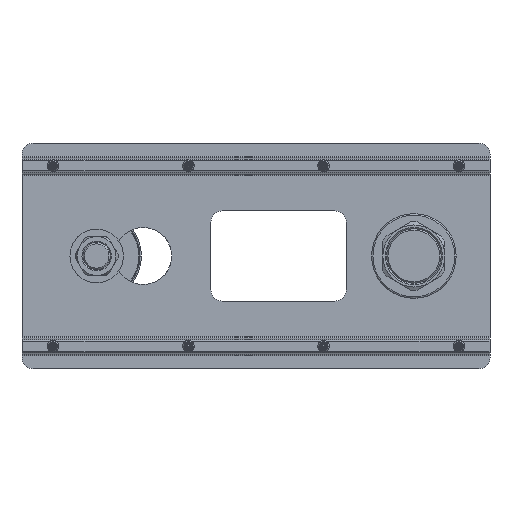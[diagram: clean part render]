
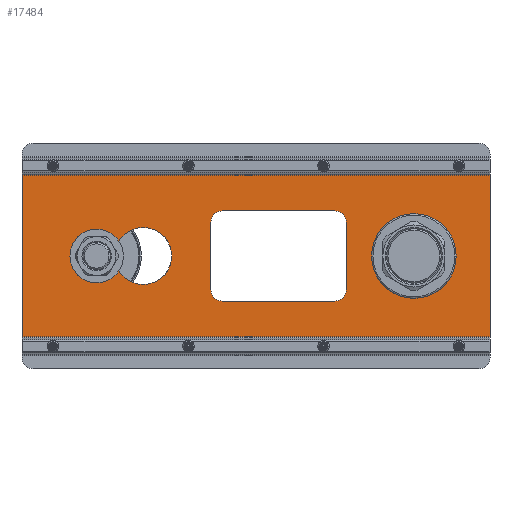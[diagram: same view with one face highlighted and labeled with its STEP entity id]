
A CAD part, front view. The second image highlights one B-rep face of the part: STEP entity #17484.
In plain terms, the highlighted planar face has unit normal (0, -1, 0).
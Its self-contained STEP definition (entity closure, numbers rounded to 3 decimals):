
#3509=DIRECTION('',(-1.,0.,0.));
#3510=VECTOR('',#3509,10.375);
#3511=CARTESIAN_POINT('',(10.188,0.,-4.287));
#3512=LINE('',#3511,#3510);
#3513=DIRECTION('',(0.,0.,1.));
#3514=VECTOR('',#3513,3.573);
#3515=CARTESIAN_POINT('',(-0.188,0.,-4.287));
#3516=LINE('',#3515,#3514);
#3517=DIRECTION('',(1.,0.,0.));
#3518=VECTOR('',#3517,10.375);
#3519=CARTESIAN_POINT('',(-0.188,0.,-0.713));
#3520=LINE('',#3519,#3518);
#3521=DIRECTION('',(0.,0.,-1.));
#3522=VECTOR('',#3521,3.573);
#3523=CARTESIAN_POINT('',(10.188,0.,-0.713));
#3524=LINE('',#3523,#3522);
#3525=DIRECTION('',(1.,0.,0.));
#3526=VECTOR('',#3525,2.5);
#3527=CARTESIAN_POINT('',(4.25,0.,-1.5));
#3528=LINE('',#3527,#3526);
#3529=DIRECTION('',(0.,0.,1.));
#3530=VECTOR('',#3529,1.5);
#3531=CARTESIAN_POINT('',(4.,0.,-3.25));
#3532=LINE('',#3531,#3530);
#3533=DIRECTION('',(-1.,0.,0.));
#3534=VECTOR('',#3533,2.5);
#3535=CARTESIAN_POINT('',(6.75,0.,-3.5));
#3536=LINE('',#3535,#3534);
#3537=DIRECTION('',(0.,0.,-1.));
#3538=VECTOR('',#3537,1.5);
#3539=CARTESIAN_POINT('',(7.,0.,-1.75));
#3540=LINE('',#3539,#3538);
#3541=CARTESIAN_POINT('',(8.5,0.,-2.5));
#3542=DIRECTION('',(0.,-1.,0.));
#3543=DIRECTION('',(1.,0.,0.));
#3544=AXIS2_PLACEMENT_3D('',#3541,#3542,#3543);
#3546=CARTESIAN_POINT('',(8.5,0.,-2.5));
#3547=DIRECTION('',(0.,-1.,0.));
#3548=DIRECTION('',(-1.,0.,0.));
#3549=AXIS2_PLACEMENT_3D('',#3546,#3547,#3548);
#3551=CARTESIAN_POINT('',(1.467,0.,-2.5));
#3552=DIRECTION('',(0.,1.,0.));
#3553=DIRECTION('',(-1.,0.,0.));
#3554=AXIS2_PLACEMENT_3D('',#3551,#3552,#3553);
#3556=CARTESIAN_POINT('',(1.467,0.,-2.5));
#3557=DIRECTION('',(0.,1.,0.));
#3558=DIRECTION('',(0.833,0.,-0.554));
#3559=AXIS2_PLACEMENT_3D('',#3556,#3557,#3558);
#3561=CARTESIAN_POINT('',(2.5,0.,-2.5));
#3562=DIRECTION('',(0.,1.,0.));
#3563=DIRECTION('',(1.,0.,0.));
#3564=AXIS2_PLACEMENT_3D('',#3561,#3562,#3563);
#3566=CARTESIAN_POINT('',(2.5,0.,-2.5));
#3567=DIRECTION('',(0.,1.,0.));
#3568=DIRECTION('',(-0.854,0.,0.519));
#3569=AXIS2_PLACEMENT_3D('',#3566,#3567,#3568);
#3922=CARTESIAN_POINT('',(6.75,0.,-1.75));
#3923=DIRECTION('',(0.,1.,0.));
#3924=DIRECTION('',(0.,0.,1.));
#3925=AXIS2_PLACEMENT_3D('',#3922,#3923,#3924);
#3944=CARTESIAN_POINT('',(6.75,0.,-3.25));
#3945=DIRECTION('',(0.,1.,0.));
#3946=DIRECTION('',(1.,0.,0.));
#3947=AXIS2_PLACEMENT_3D('',#3944,#3945,#3946);
#3966=CARTESIAN_POINT('',(4.25,0.,-3.25));
#3967=DIRECTION('',(0.,1.,0.));
#3968=DIRECTION('',(0.,0.,-1.));
#3969=AXIS2_PLACEMENT_3D('',#3966,#3967,#3968);
#3988=CARTESIAN_POINT('',(4.25,0.,-1.75));
#3989=DIRECTION('',(0.,1.,0.));
#3990=DIRECTION('',(-1.,0.,0.));
#3991=AXIS2_PLACEMENT_3D('',#3988,#3989,#3990);
#11788=CARTESIAN_POINT('',(3.132,0.,-2.5));
#11789=VERTEX_POINT('',#11788);
#11824=CARTESIAN_POINT('',(4.,0.,-3.25));
#11825=CARTESIAN_POINT('',(4.,0.,-1.75));
#11826=VERTEX_POINT('',#11824);
#11827=VERTEX_POINT('',#11825);
#11828=CARTESIAN_POINT('',(4.25,0.,-1.5));
#11829=CARTESIAN_POINT('',(6.75,0.,-1.5));
#11830=VERTEX_POINT('',#11828);
#11831=VERTEX_POINT('',#11829);
#11832=CARTESIAN_POINT('',(7.,0.,-1.75));
#11833=CARTESIAN_POINT('',(7.,0.,-3.25));
#11834=VERTEX_POINT('',#11832);
#11835=VERTEX_POINT('',#11833);
#11836=CARTESIAN_POINT('',(6.75,0.,-3.5));
#11837=CARTESIAN_POINT('',(4.25,0.,-3.5));
#11838=VERTEX_POINT('',#11836);
#11839=VERTEX_POINT('',#11837);
#11904=CARTESIAN_POINT('',(10.188,0.,-4.287));
#11905=CARTESIAN_POINT('',(-0.188,0.,-4.287));
#11906=VERTEX_POINT('',#11904);
#11907=VERTEX_POINT('',#11905);
#11920=CARTESIAN_POINT('',(-0.188,0.,-0.713));
#11921=CARTESIAN_POINT('',(10.188,0.,-0.713));
#11922=VERTEX_POINT('',#11920);
#11923=VERTEX_POINT('',#11921);
#13794=CARTESIAN_POINT('',(9.438,0.,-2.5));
#13795=CARTESIAN_POINT('',(7.563,0.,-2.5));
#13796=VERTEX_POINT('',#13794);
#13797=VERTEX_POINT('',#13795);
#13896=CARTESIAN_POINT('',(0.875,0.,-2.5));
#13897=CARTESIAN_POINT('',(1.96,0.,-2.172));
#13898=VERTEX_POINT('',#13896);
#13899=VERTEX_POINT('',#13897);
#13900=CARTESIAN_POINT('',(1.96,0.,-2.828));
#13901=VERTEX_POINT('',#13900);
#17438=CARTESIAN_POINT('',(5.,0.,-2.5));
#17439=DIRECTION('',(0.,1.,0.));
#17440=DIRECTION('',(1.,0.,0.));
#17441=AXIS2_PLACEMENT_3D('',#17438,#17439,#17440);
#17442=PLANE('',#17441);
#17444=ORIENTED_EDGE('',*,*,#17443,.T.);
#17445=ORIENTED_EDGE('',*,*,#17271,.T.);
#17446=ORIENTED_EDGE('',*,*,#17430,.T.);
#17447=ORIENTED_EDGE('',*,*,#17095,.T.);
#17448=EDGE_LOOP('',(#17444,#17445,#17446,#17447));
#17449=FACE_OUTER_BOUND('',#17448,.F.);
#17451=ORIENTED_EDGE('',*,*,#17450,.F.);
#17453=ORIENTED_EDGE('',*,*,#17452,.F.);
#17455=ORIENTED_EDGE('',*,*,#17454,.F.);
#17457=ORIENTED_EDGE('',*,*,#17456,.F.);
#17459=ORIENTED_EDGE('',*,*,#17458,.F.);
#17461=ORIENTED_EDGE('',*,*,#17460,.F.);
#17463=ORIENTED_EDGE('',*,*,#17462,.F.);
#17465=ORIENTED_EDGE('',*,*,#17464,.F.);
#17466=EDGE_LOOP('',(#17451,#17453,#17455,#17457,#17459,#17461,#17463,#17465));
#17467=FACE_BOUND('',#17466,.F.);
#17469=ORIENTED_EDGE('',*,*,#17468,.T.);
#17471=ORIENTED_EDGE('',*,*,#17470,.T.);
#17472=EDGE_LOOP('',(#17469,#17471));
#17473=FACE_BOUND('',#17472,.F.);
#17475=ORIENTED_EDGE('',*,*,#17474,.F.);
#17477=ORIENTED_EDGE('',*,*,#17476,.F.);
#17479=ORIENTED_EDGE('',*,*,#17478,.F.);
#17481=ORIENTED_EDGE('',*,*,#17480,.F.);
#17482=EDGE_LOOP('',(#17475,#17477,#17479,#17481));
#17483=FACE_BOUND('',#17482,.F.);
#17484=ADVANCED_FACE('',(#17449,#17467,#17473,#17483),#17442,.F.);
#3545=CIRCLE('',#3544,0.938);
#3550=CIRCLE('',#3549,0.938);
#3555=CIRCLE('',#3554,0.593);
#3560=CIRCLE('',#3559,0.593);
#3565=CIRCLE('',#3564,0.632);
#3570=CIRCLE('',#3569,0.632);
#3926=CIRCLE('',#3925,0.25);
#3948=CIRCLE('',#3947,0.25);
#3970=CIRCLE('',#3969,0.25);
#3992=CIRCLE('',#3991,0.25);
#17095=EDGE_CURVE('',#11923,#11906,#3524,.T.);
#17271=EDGE_CURVE('',#11907,#11922,#3516,.T.);
#17430=EDGE_CURVE('',#11922,#11923,#3520,.T.);
#17443=EDGE_CURVE('',#11906,#11907,#3512,.T.);
#17450=EDGE_CURVE('',#11830,#11831,#3528,.T.);
#17452=EDGE_CURVE('',#11827,#11830,#3992,.T.);
#17454=EDGE_CURVE('',#11826,#11827,#3532,.T.);
#17456=EDGE_CURVE('',#11839,#11826,#3970,.T.);
#17458=EDGE_CURVE('',#11838,#11839,#3536,.T.);
#17460=EDGE_CURVE('',#11835,#11838,#3948,.T.);
#17462=EDGE_CURVE('',#11834,#11835,#3540,.T.);
#17464=EDGE_CURVE('',#11831,#11834,#3926,.T.);
#17468=EDGE_CURVE('',#13796,#13797,#3545,.T.);
#17470=EDGE_CURVE('',#13797,#13796,#3550,.T.);
#17474=EDGE_CURVE('',#13898,#13899,#3555,.T.);
#17476=EDGE_CURVE('',#13901,#13898,#3560,.T.);
#17478=EDGE_CURVE('',#11789,#13901,#3565,.T.);
#17480=EDGE_CURVE('',#13899,#11789,#3570,.T.);
